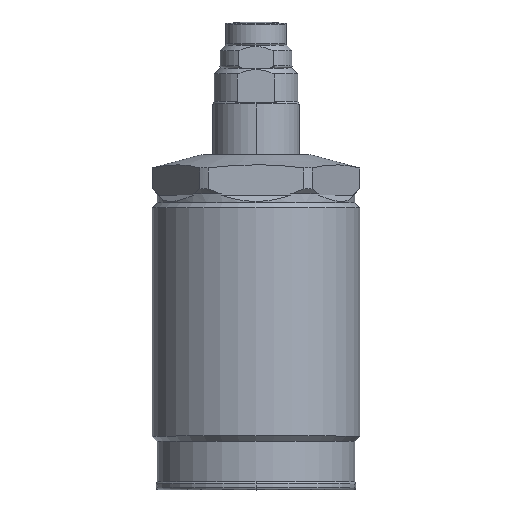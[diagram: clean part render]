
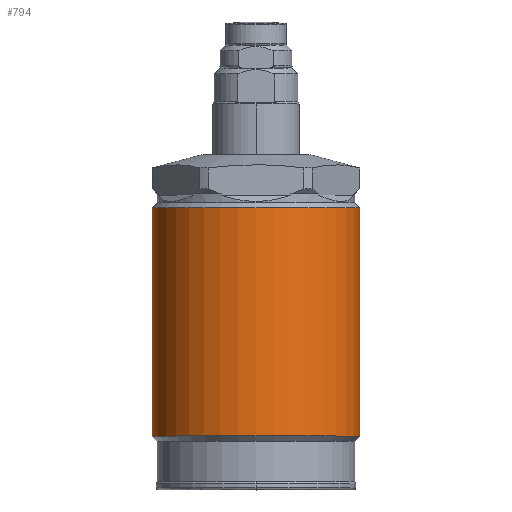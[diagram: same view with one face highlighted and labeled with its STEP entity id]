
A CAD part, top view. The second image highlights one B-rep face of the part: STEP entity #794.
In plain terms, the highlighted cylindrical face has radius 18 mm (diameter 36 mm), a partial arc.
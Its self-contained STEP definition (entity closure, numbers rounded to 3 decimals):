
#439=CYLINDRICAL_SURFACE('',#3235,18.);
#516=LINE('',#4827,#644);
#517=LINE('',#4828,#645);
#644=VECTOR('',#3865,1.);
#645=VECTOR('',#3866,1.);
#794=ADVANCED_FACE('',(#1012),#439,.T.);
#1012=FACE_OUTER_BOUND('',#1184,.T.);
#1184=EDGE_LOOP('',(#1579,#1580,#1581,#1582));
#1579=ORIENTED_EDGE('',*,*,#2565,.T.);
#1580=ORIENTED_EDGE('',*,*,#2566,.T.);
#1581=ORIENTED_EDGE('',*,*,#2563,.F.);
#1582=ORIENTED_EDGE('',*,*,#2567,.F.);
#2257=VERTEX_POINT('',#4819);
#2258=VERTEX_POINT('',#4821);
#2259=VERTEX_POINT('',#4825);
#2260=VERTEX_POINT('',#4826);
#2563=EDGE_CURVE('',#2257,#2258,#2936,.T.);
#2565=EDGE_CURVE('',#2259,#2260,#2937,.T.);
#2566=EDGE_CURVE('',#2260,#2258,#516,.T.);
#2567=EDGE_CURVE('',#2259,#2257,#517,.T.);
#2936=CIRCLE('',#3232,18.);
#2937=CIRCLE('',#3234,18.);
#3232=AXIS2_PLACEMENT_3D('',#4820,#3858,#3859);
#3234=AXIS2_PLACEMENT_3D('',#4824,#3863,#3864);
#3235=AXIS2_PLACEMENT_3D('',#4829,#3867,#3868);
#3858=DIRECTION('',(0.,-1.,0.));
#3859=DIRECTION('',(1.,0.,0.));
#3863=DIRECTION('',(0.,-1.,0.));
#3864=DIRECTION('',(1.,0.,0.));
#3865=DIRECTION('',(0.,-1.,0.));
#3866=DIRECTION('',(0.,-1.,0.));
#3867=DIRECTION('',(0.,-1.,0.));
#3868=DIRECTION('',(1.,0.,0.));
#4819=CARTESIAN_POINT('',(18.,-48.7,0.));
#4820=CARTESIAN_POINT('',(0.,-48.7,0.));
#4821=CARTESIAN_POINT('',(-18.,-48.7,0.));
#4824=CARTESIAN_POINT('',(0.,-9.2,0.));
#4825=CARTESIAN_POINT('',(18.,-9.2,0.));
#4826=CARTESIAN_POINT('',(-18.,-9.2,0.));
#4827=CARTESIAN_POINT('',(-18.,1.,0.));
#4828=CARTESIAN_POINT('',(18.,1.,0.));
#4829=CARTESIAN_POINT('',(0.,1.,0.));
